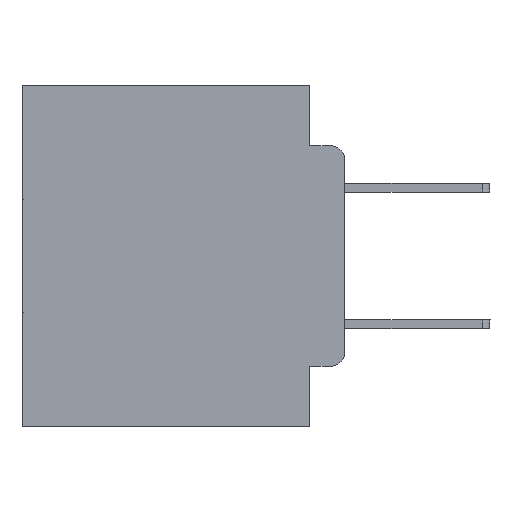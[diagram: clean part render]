
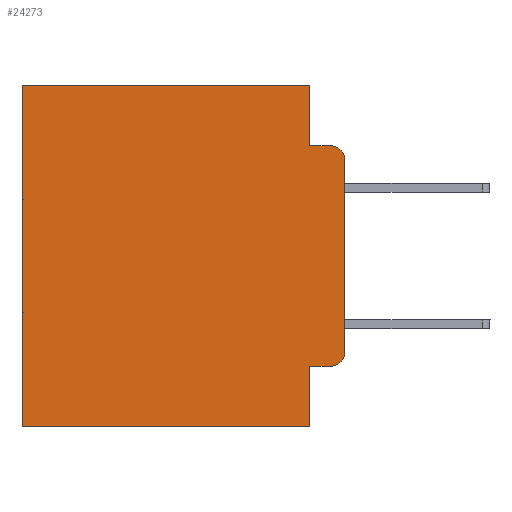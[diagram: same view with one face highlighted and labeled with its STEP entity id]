
A CAD part, left-side view. The second image highlights one B-rep face of the part: STEP entity #24273.
In plain terms, the highlighted planar face has unit normal (-1, 0, 0).
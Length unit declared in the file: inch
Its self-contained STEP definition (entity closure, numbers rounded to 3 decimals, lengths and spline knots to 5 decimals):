
#24 = CARTESIAN_POINT ( 'NONE',  ( 0.298, 0.051, 0. ) ) ;
#720 = VERTEX_POINT ( 'NONE', #18473 ) ;
#1429 = EDGE_CURVE ( 'NONE', #20397, #720, #12705, .T. ) ;
#1493 = LINE ( 'NONE', #20929, #19737 ) ;
#2127 = PLANE ( 'NONE',  #9133 ) ;
#2231 = DIRECTION ( 'NONE',  ( 1., 0., 0. ) ) ;
#2340 = AXIS2_PLACEMENT_3D ( 'NONE', #9750, #28297, #7304 ) ;
#3238 = CARTESIAN_POINT ( 'NONE',  ( 0.298, 0.051, 0. ) ) ;
#3836 = ORIENTED_EDGE ( 'NONE', *, *, #1429, .F. ) ;
#3889 = VECTOR ( 'NONE', #16286, 39.37008 ) ;
#4812 = ORIENTED_EDGE ( 'NONE', *, *, #6266, .T. ) ;
#4885 = CIRCLE ( 'NONE', #12859, 0.02 ) ;
#5399 = VECTOR ( 'NONE', #7480, 39.37008 ) ;
#6266 = EDGE_CURVE ( 'NONE', #20072, #26563, #20484, .T. ) ;
#6615 = VECTOR ( 'NONE', #23384, 39.37008 ) ;
#7304 = DIRECTION ( 'NONE',  ( 0., 0., -1. ) ) ;
#7305 = EDGE_CURVE ( 'NONE', #26563, #12937, #9489, .T. ) ;
#7480 = DIRECTION ( 'NONE',  ( 0., 1., 0. ) ) ;
#7640 = ORIENTED_EDGE ( 'NONE', *, *, #27433, .T. ) ;
#7675 = EDGE_CURVE ( 'NONE', #20072, #18305, #15055, .T. ) ;
#8110 = CARTESIAN_POINT ( 'NONE',  ( 0.298, 0.02, -0.4115 ) ) ;
#8949 = VECTOR ( 'NONE', #17462, 39.37008 ) ;
#9059 = LINE ( 'NONE', #28770, #5399 ) ;
#9065 = DIRECTION ( 'NONE',  ( 0., 0., -1. ) ) ;
#9133 = AXIS2_PLACEMENT_3D ( 'NONE', #18423, #2231, #9065 ) ;
#9407 = EDGE_CURVE ( 'NONE', #20183, #26006, #1493, .T. ) ;
#9489 = LINE ( 'NONE', #22327, #18959 ) ;
#9750 = CARTESIAN_POINT ( 'NONE',  ( 0.298, 0.02, -0.1085 ) ) ;
#10726 = CARTESIAN_POINT ( 'NONE',  ( 0.298, 0.473, 0. ) ) ;
#10753 = CARTESIAN_POINT ( 'NONE',  ( 0.298, 0., -0.3915 ) ) ;
#11026 = DIRECTION ( 'NONE',  ( 0., 0., -1. ) ) ;
#12624 = ORIENTED_EDGE ( 'NONE', *, *, #7675, .F. ) ;
#12705 = LINE ( 'NONE', #24, #3889 ) ;
#12859 = AXIS2_PLACEMENT_3D ( 'NONE', #14886, #17214, #26492 ) ;
#12937 = VERTEX_POINT ( 'NONE', #26581 ) ;
#13209 = EDGE_CURVE ( 'NONE', #20397, #28566, #21321, .T. ) ;
#14289 = EDGE_CURVE ( 'NONE', #18305, #28638, #16677, .T. ) ;
#14886 = CARTESIAN_POINT ( 'NONE',  ( 0.298, 0.02, -0.3915 ) ) ;
#15055 = LINE ( 'NONE', #3238, #23071 ) ;
#16164 = ORIENTED_EDGE ( 'NONE', *, *, #7305, .T. ) ;
#16286 = DIRECTION ( 'NONE',  ( 0., 0., -1. ) ) ;
#16677 = LINE ( 'NONE', #28876, #8949 ) ;
#16989 = DIRECTION ( 'NONE',  ( 0., 0., -1. ) ) ;
#17214 = DIRECTION ( 'NONE',  ( -1., 0., 0. ) ) ;
#17462 = DIRECTION ( 'NONE',  ( 0., -1., 0. ) ) ;
#17464 = CARTESIAN_POINT ( 'NONE',  ( 0.298, 0.051, -0.4115 ) ) ;
#17922 = DIRECTION ( 'NONE',  ( 0., -1., 0. ) ) ;
#18305 = VERTEX_POINT ( 'NONE', #22475 ) ;
#18423 = CARTESIAN_POINT ( 'NONE',  ( 0.298, 0., 0. ) ) ;
#18473 = CARTESIAN_POINT ( 'NONE',  ( 0.298, 0.051, -0.5 ) ) ;
#18524 = EDGE_CURVE ( 'NONE', #720, #12937, #9059, .T. ) ;
#18744 = FACE_OUTER_BOUND ( 'NONE', #26506, .T. ) ;
#18770 = VECTOR ( 'NONE', #17922, 39.37008 ) ;
#18959 = VECTOR ( 'NONE', #11026, 39.37008 ) ;
#19737 = VECTOR ( 'NONE', #28155, 39.37008 ) ;
#20072 = VERTEX_POINT ( 'NONE', #25307 ) ;
#20183 = VERTEX_POINT ( 'NONE', #23287 ) ;
#20397 = VERTEX_POINT ( 'NONE', #17464 ) ;
#20484 = LINE ( 'NONE', #27968, #6615 ) ;
#20929 = CARTESIAN_POINT ( 'NONE',  ( 0.298, 0., 0. ) ) ;
#21321 = LINE ( 'NONE', #29926, #18770 ) ;
#22093 = ORIENTED_EDGE ( 'NONE', *, *, #23948, .T. ) ;
#22327 = CARTESIAN_POINT ( 'NONE',  ( 0.298, 0.473, 0. ) ) ;
#22471 = ORIENTED_EDGE ( 'NONE', *, *, #13209, .T. ) ;
#22475 = CARTESIAN_POINT ( 'NONE',  ( 0.298, 0.051, -0.0885 ) ) ;
#22563 = CIRCLE ( 'NONE', #2340, 0.02 ) ;
#23071 = VECTOR ( 'NONE', #16989, 39.37008 ) ;
#23215 = ORIENTED_EDGE ( 'NONE', *, *, #14289, .F. ) ;
#23287 = CARTESIAN_POINT ( 'NONE',  ( 0.298, 0., -0.1085 ) ) ;
#23384 = DIRECTION ( 'NONE',  ( 0., 1., 0. ) ) ;
#23948 = EDGE_CURVE ( 'NONE', #28566, #26006, #4885, .T. ) ;
#24273 = ADVANCED_FACE ( 'NONE', ( #18744 ), #2127, .F. ) ;
#25234 = ORIENTED_EDGE ( 'NONE', *, *, #18524, .F. ) ;
#25307 = CARTESIAN_POINT ( 'NONE',  ( 0.298, 0.051, 0. ) ) ;
#26006 = VERTEX_POINT ( 'NONE', #10753 ) ;
#26492 = DIRECTION ( 'NONE',  ( 0., 0., -1. ) ) ;
#26506 = EDGE_LOOP ( 'NONE', ( #30130, #7640, #23215, #12624, #4812, #16164, #25234, #3836, #22471, #22093 ) ) ;
#26563 = VERTEX_POINT ( 'NONE', #10726 ) ;
#26581 = CARTESIAN_POINT ( 'NONE',  ( 0.298, 0.473, -0.5 ) ) ;
#27144 = CARTESIAN_POINT ( 'NONE',  ( 0.298, 0.02, -0.0885 ) ) ;
#27433 = EDGE_CURVE ( 'NONE', #20183, #28638, #22563, .T. ) ;
#27968 = CARTESIAN_POINT ( 'NONE',  ( 0.298, 0., 0. ) ) ;
#28155 = DIRECTION ( 'NONE',  ( 0., 0., -1. ) ) ;
#28297 = DIRECTION ( 'NONE',  ( -1., 0., 0. ) ) ;
#28566 = VERTEX_POINT ( 'NONE', #8110 ) ;
#28638 = VERTEX_POINT ( 'NONE', #27144 ) ;
#28770 = CARTESIAN_POINT ( 'NONE',  ( 0.298, 0., -0.5 ) ) ;
#28876 = CARTESIAN_POINT ( 'NONE',  ( 0.298, 0.051, -0.0885 ) ) ;
#29926 = CARTESIAN_POINT ( 'NONE',  ( 0.298, 0.051, -0.4115 ) ) ;
#30130 = ORIENTED_EDGE ( 'NONE', *, *, #9407, .F. ) ;
